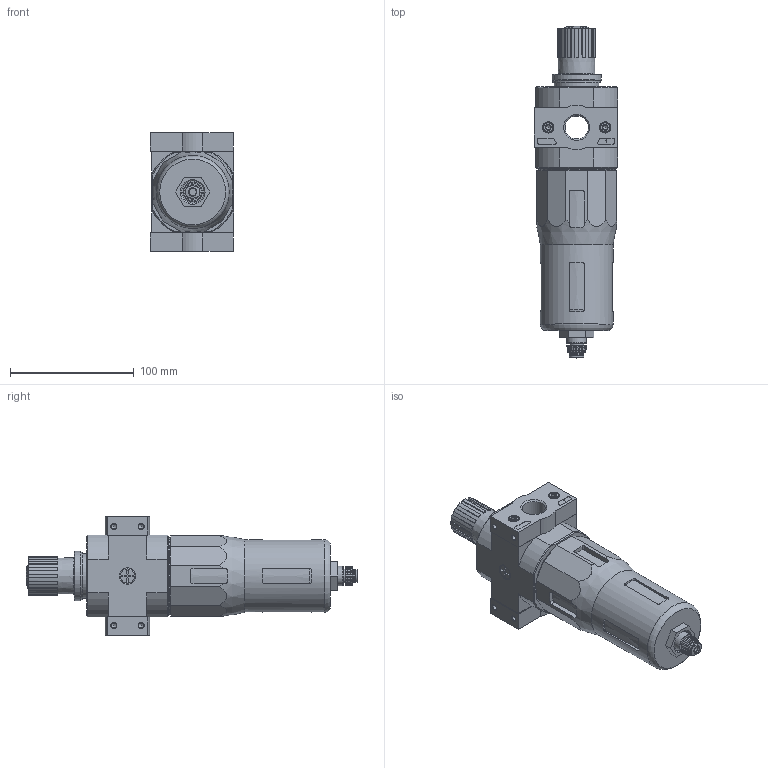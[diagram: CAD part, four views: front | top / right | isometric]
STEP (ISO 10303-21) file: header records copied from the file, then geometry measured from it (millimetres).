
FILE_DESCRIPTION(/* description */ ('STEP AP214'),/* implementation_level */ '2;1');
FILE_NAME(/* name */ '192627_LFR-1_2-D-5M-O-MAXI-A',/* time_stamp */ '2024-09-03T17:45:25+02:00',/* author */ ('License CC BY-ND 4.0'),/* organization */ ('CADENAS'),/* preprocessor_version */ 'ST-DEVELOPER v19.3',/* originating_system */ 'PARTsolutions',/* authorisation */ ' ');
FILE_SCHEMA (('AUTOMOTIVE_DESIGN {1 0 10303 214 3 1 1}'));
Length unit declared in the file: millimetre
Products named in the file (9): 192627 LFR-1/2-D-5M-O-MAXI-A---(0); 127318 LFR-D-5M-MAXI-A--(0); 680244 PBL-1/2-D-MAXI-R---(0) p1; DIN-912 - M5x20(F); 680243 PBL-1/2-D-MAXI-L---(1) p1; 398011 LRVS-D-MINI; 125696 LR/LFR-D-MAXI; 373846 LR-MIDI; 526489 MS4-LFR-V
Assembly tree (11 placements, depth 2):
  192627 LFR-1/2-D-5M-O-MAXI-A---(0)
    127318 LFR-D-5M-MAXI-A--(0)
    680244 PBL-1/2-D-MAXI-R---(0) p1
    DIN-912 - M5x20(F)  x4
    680243 PBL-1/2-D-MAXI-L---(1) p1
    398011 LRVS-D-MINI
    125696 LR/LFR-D-MAXI
    373846 LR-MIDI
    526489 MS4-LFR-V
Bounding box: 67.1 x 268.22 x 96 mm (x, y, z)
Volume: 717376.1 mm3; surface area: 90938.4 mm2
Topology: 11 solids, 12 shells, 615 faces, 1484 edges, 941 vertices
Faces by surface type: plane 320, cylinder 147, cone 110, torus 33, sphere 5
Full cylindrical faces by diameter (mm): 2 x1, 4.134 x8, 4.2 x1, 5 x4, 6 x1, 6.3 x1, 8.5 x4, 9.5 x1, 9.6 x1, 11 x1, 11.2 x1, 11.4 x1, 11.445 x2, 11.6 x1, 11.8 x1, 13.157 x2, 15.8 x1, 18 x1, 18.631 x2, 22 x1, 24.9 x1, 26.9 x1, 30 x2, 34.16 x1, 34.376 x1, 36 x1, 38.5 x1, 39.8 x1, 58.8 x1, 59 x1
Entity records: 18035 total; most frequent: CARTESIAN_POINT 3218, DIRECTION 2556, ORIENTED_EDGE 2346, EDGE_CURVE 1173, AXIS2_PLACEMENT_3D 1010, VERTEX_POINT 842, FACE_BOUND 737, EDGE_LOOP 728
